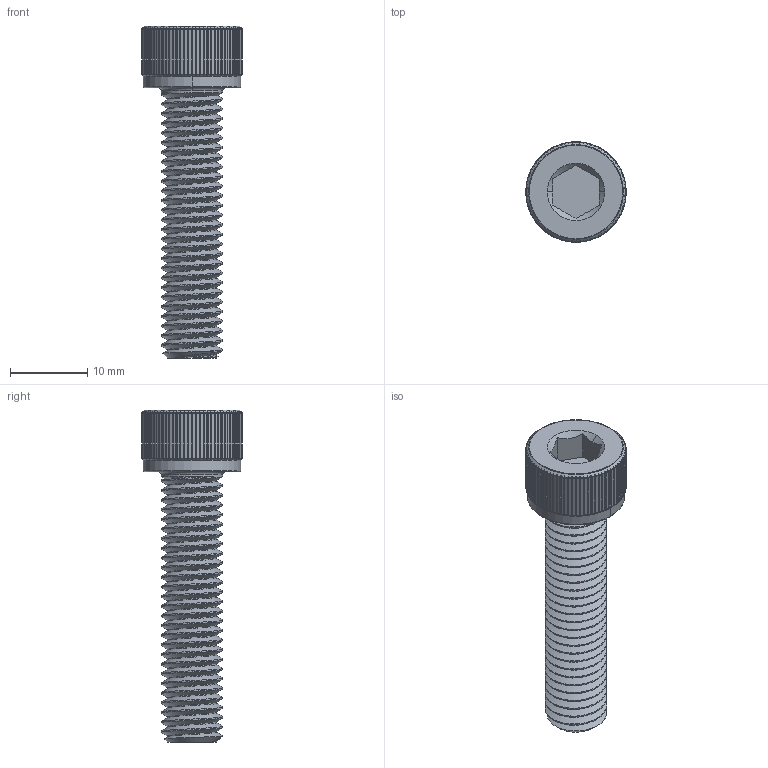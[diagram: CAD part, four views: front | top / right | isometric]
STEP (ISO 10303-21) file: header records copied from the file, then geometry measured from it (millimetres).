
FILE_DESCRIPTION (( 'STEP AP203' ), '1' );
FILE_NAME ('91290A438_Alloy Steel Socket Head Screw.STEP', '2023-02-07T16:39:28', ( 'Administrator' ), ( 'Managed by Terraform' ), 'SwSTEP 2.0', 'SolidWorks 2017', '' );
FILE_SCHEMA (( 'CONFIG_CONTROL_DESIGN' ));
Length unit declared in the file: millimetre
Products named in the file (1): 91290A438_Alloy Steel Socket Head Screw
Bounding box: 13 x 13 x 43 mm (x, y, z)
Volume: 2351.1 mm3; surface area: 2090.4 mm2
Topology: 1 solids, 1 shells, 583 faces, 1724 edges, 1145 vertices
Faces by surface type: cylinder 232, plane 170, torus 168, cone 10, bspline 3
Entity records: 29932 total; most frequent: CARTESIAN_POINT 15964, ORIENTED_EDGE 3448, DIRECTION 2278, EDGE_CURVE 1724, VERTEX_POINT 1145, AXIS2_PLACEMENT_3D 933, B_SPLINE_CURVE_WITH_KNOTS 850, EDGE_LOOP 585
